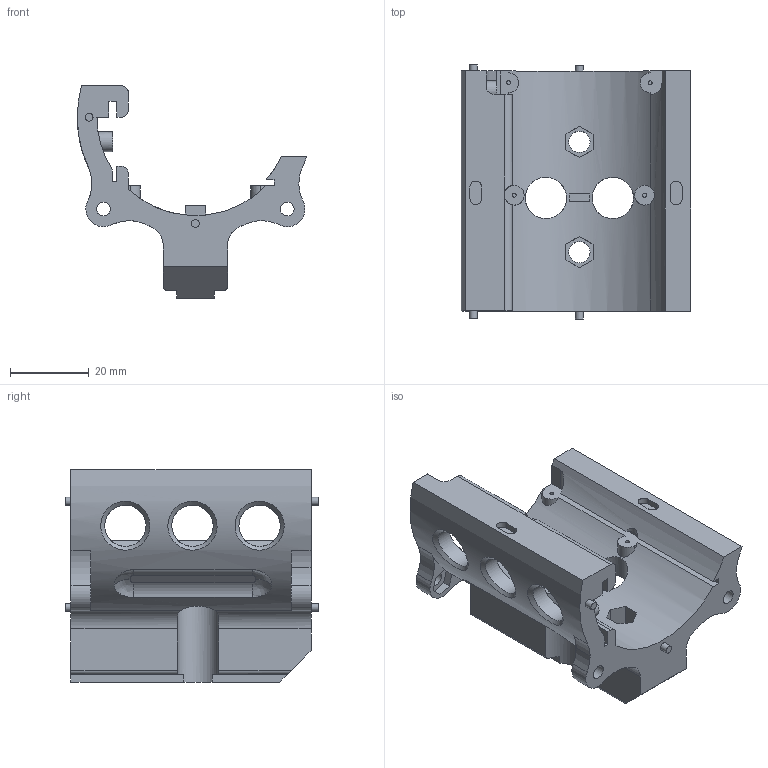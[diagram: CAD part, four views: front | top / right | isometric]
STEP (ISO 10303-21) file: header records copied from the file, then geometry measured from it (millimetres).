
FILE_DESCRIPTION(('HOOPS Exchange Step'),'2;1');
FILE_NAME('temp_export','2024-01-13T20:06:34+09:00',('mobile'),('Shapr3D Limited'),'HOOPS Exchange 2023.2','Shapr3D','Authorized');
FILE_SCHEMA( ('AUTOMOTIVE_DESIGN { 1 0 10303 214 1 1 1 1 }') );
Length unit declared in the file: millimetre
Products named in the file (1): Lower_G43
Bounding box: 58.29 x 64.5 x 54 mm (x, y, z)
Volume: 39371.9 mm3; surface area: 18049.6 mm2
Topology: 1 solids, 1 shells, 215 faces, 578 edges, 383 vertices
Faces by surface type: plane 116, cylinder 85, bspline 12, torus 1, sphere 1
Full cylindrical faces by diameter (mm): 1 x6, 2 x4, 3.5 x4, 5 x2, 5.4 x2, 10.5 x5
Entity records: 13105 total; most frequent: CARTESIAN_POINT 7640, ORIENTED_EDGE 1154, DIRECTION 1094, EDGE_CURVE 577, VERTEX_POINT 383, AXIS2_PLACEMENT_3D 381, VECTOR 332, LINE 332
